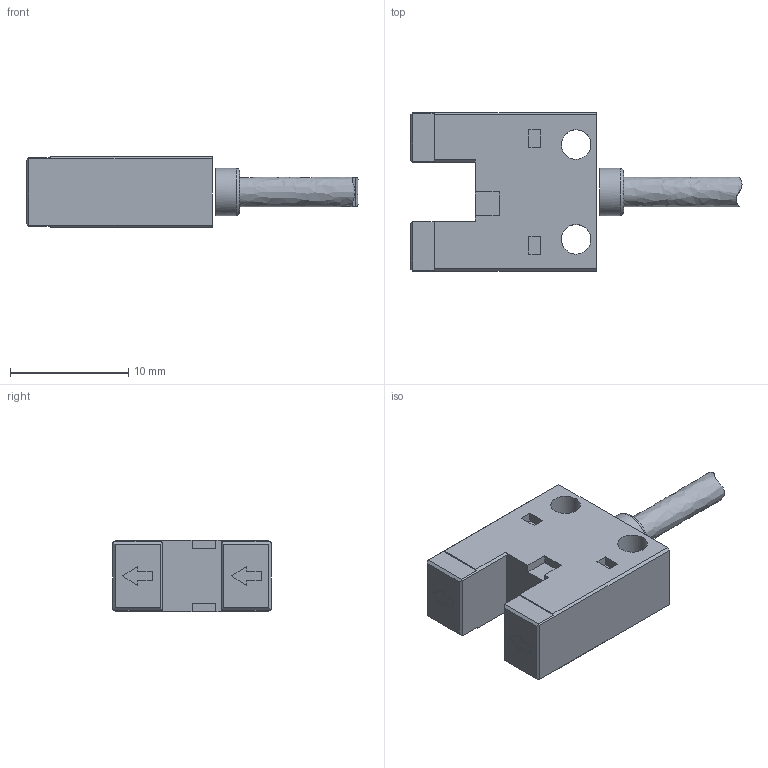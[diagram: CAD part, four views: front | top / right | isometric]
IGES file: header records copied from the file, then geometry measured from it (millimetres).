
Global section: file name: KPS-M24; native system: Autodesk Inventor 2014; preprocessor: unknown; author: KHJ; date: 20141128.141405; units: millimetre
Bounding box: 28.03 x 13.4 x 6 mm (x, y, z)
Volume: 1094.5 mm3; surface area: 990.5 mm2
Topology: 2 solids, 2 shells, 184 faces, 496 edges, 331 vertices
Faces by surface type: bspline 184
